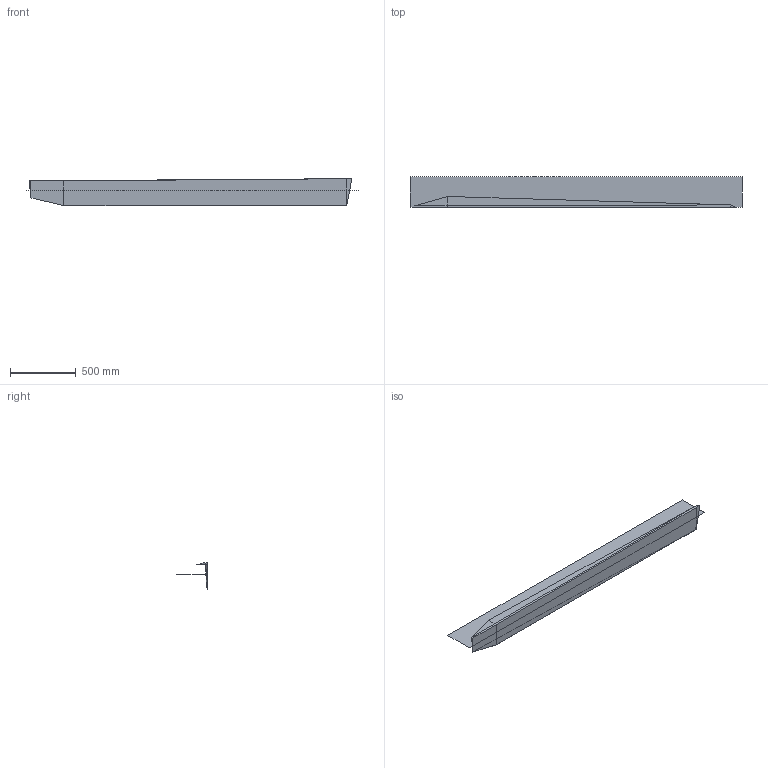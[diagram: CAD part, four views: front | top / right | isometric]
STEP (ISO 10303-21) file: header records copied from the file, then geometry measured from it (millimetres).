
FILE_DESCRIPTION(/* description */ (''),/* implementation_level */ '2;1');
FILE_NAME(/* name */ 'HMSQM_~3',/* time_stamp */ '2017-11-27T20:46:24+00:00',/* author */ (''),/* organization */ (''),/* preprocessor_version */ 'ST-DEVELOPER v15',/* originating_system */ '',/* authorisation */ '');
FILE_SCHEMA (('AUTOMOTIVE_DESIGN'));
Length unit declared in the file: millimetre
Products named in the file (1): Document
Bounding box: 2528.79 x 232.54 x 205.93 mm (x, y, z)
Surface area: 1974698 mm2 (no closed solid volume)
Topology: 0 solids, 16 shells, 16 faces, 280 edges, 479 vertices
Faces by surface type: bspline 15, plane 1
Entity records: 16676 total; most frequent: CARTESIAN_POINT 15072, B_SPLINE_CURVE_WITH_KNOTS 269, PRESENTATION_LAYER_ASSIGNMENT 232, COLOUR_RGB 193, CURVE_STYLE 193, PRESENTATION_STYLE_ASSIGNMENT 193, STYLED_ITEM 193, ORIENTED_EDGE 61
